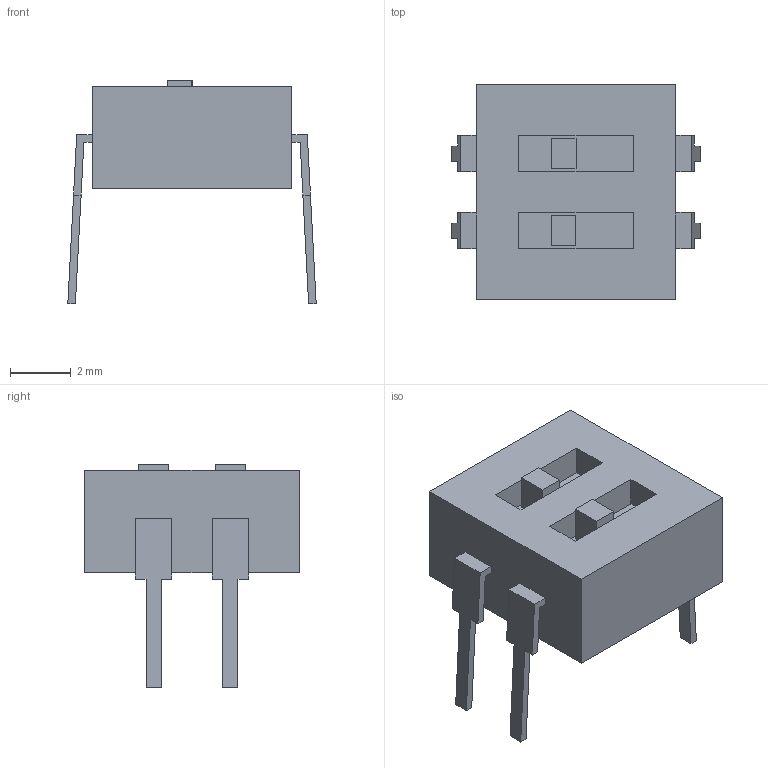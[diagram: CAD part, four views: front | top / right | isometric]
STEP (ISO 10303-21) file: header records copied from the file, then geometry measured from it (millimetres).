
FILE_DESCRIPTION(('FreeCAD Model'),'2;1');
FILE_NAME('Open CASCADE Shape Model','2023-01-08T06:03:34',(''),(''), 'Open CASCADE STEP processor 7.5','FreeCAD','Unknown');
FILE_SCHEMA(('AUTOMOTIVE_DESIGN { 1 0 10303 214 1 1 1 1 }'));
Length unit declared in the file: millimetre
Products named in the file (1): THT_DIP_SW_02_2.54_low_profile
Bounding box: 8.21 x 7.1 x 7.4 mm (x, y, z)
Volume: 156.6 mm3; surface area: 263.5 mm2
Topology: 1 solids, 1 shells, 70 faces, 180 edges, 120 vertices
Faces by surface type: plane 70
Entity records: 2599 total; most frequent: CARTESIAN_POINT 371, ORIENTED_EDGE 360, DIRECTION 322, EDGE_CURVE 180, LINE 180, VECTOR 180, VERTEX_POINT 120, FACE_BOUND 78
